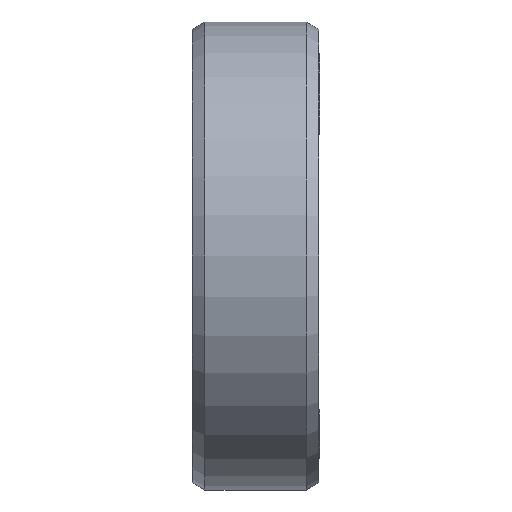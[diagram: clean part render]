
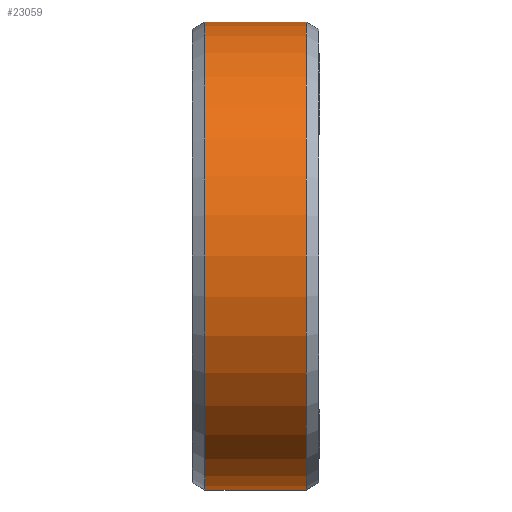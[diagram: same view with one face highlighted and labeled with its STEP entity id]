
A CAD part, left-side view. The second image highlights one B-rep face of the part: STEP entity #23059.
In plain terms, the highlighted cylindrical face has radius 18.5 mm (diameter 37 mm), a partial arc.
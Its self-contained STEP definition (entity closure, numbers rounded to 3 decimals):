
#22369=DIRECTION('',(0.,1.,0.));
#22370=VECTOR('',#22369,8.);
#22371=CARTESIAN_POINT('',(0.,-4.,-18.5));
#22372=LINE('',#22371,#22370);
#22376=DIRECTION('',(0.,1.,0.));
#22377=VECTOR('',#22376,8.);
#22378=CARTESIAN_POINT('',(0.,-4.,18.5));
#22379=LINE('',#22378,#22377);
#22383=CARTESIAN_POINT('',(0.,-4.,0.));
#22384=DIRECTION('',(0.,1.,0.));
#22385=DIRECTION('',(0.,0.,-1.));
#22386=AXIS2_PLACEMENT_3D('',#22383,#22384,#22385);
#22421=CARTESIAN_POINT('',(0.,4.,0.));
#22422=DIRECTION('',(0.,1.,0.));
#22423=DIRECTION('',(0.,0.,-1.));
#22424=AXIS2_PLACEMENT_3D('',#22421,#22422,#22423);
#22454=CARTESIAN_POINT('',(0.,-4.,-18.5));
#22456=VERTEX_POINT('',#22454);
#22457=CARTESIAN_POINT('',(0.,4.,-18.5));
#22458=VERTEX_POINT('',#22457);
#22486=CARTESIAN_POINT('',(0.,-4.,18.5));
#22488=VERTEX_POINT('',#22486);
#22489=CARTESIAN_POINT('',(0.,4.,18.5));
#22490=VERTEX_POINT('',#22489);
#23045=CARTESIAN_POINT('',(0.,18.876,0.));
#23046=DIRECTION('',(0.,-1.,0.));
#23047=DIRECTION('',(0.,0.,1.));
#23048=AXIS2_PLACEMENT_3D('',#23045,#23046,#23047);
#23049=CYLINDRICAL_SURFACE('',#23048,18.5);
#23051=ORIENTED_EDGE('',*,*,#23050,.T.);
#23053=ORIENTED_EDGE('',*,*,#23052,.T.);
#23055=ORIENTED_EDGE('',*,*,#23054,.F.);
#23056=ORIENTED_EDGE('',*,*,#23031,.F.);
#23057=EDGE_LOOP('',(#23051,#23053,#23055,#23056));
#23058=FACE_OUTER_BOUND('',#23057,.F.);
#22387=CIRCLE('',#22386,18.5);
#22425=CIRCLE('',#22424,18.5);
#23031=EDGE_CURVE('',#22456,#22488,#22387,.T.);
#23050=EDGE_CURVE('',#22456,#22458,#22372,.T.);
#23052=EDGE_CURVE('',#22458,#22490,#22425,.T.);
#23054=EDGE_CURVE('',#22488,#22490,#22379,.T.);
#23059=ADVANCED_FACE('',(#23058),#23049,.T.);
